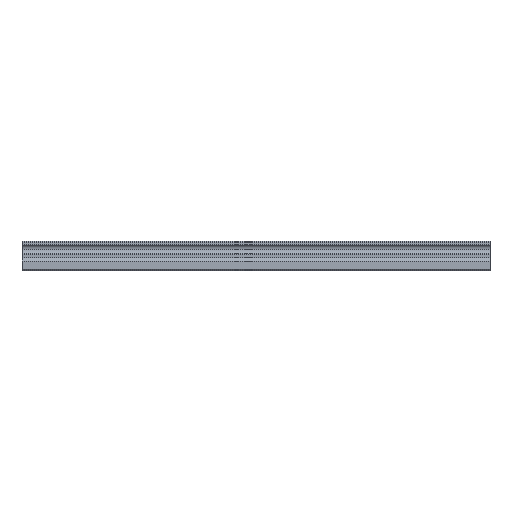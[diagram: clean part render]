
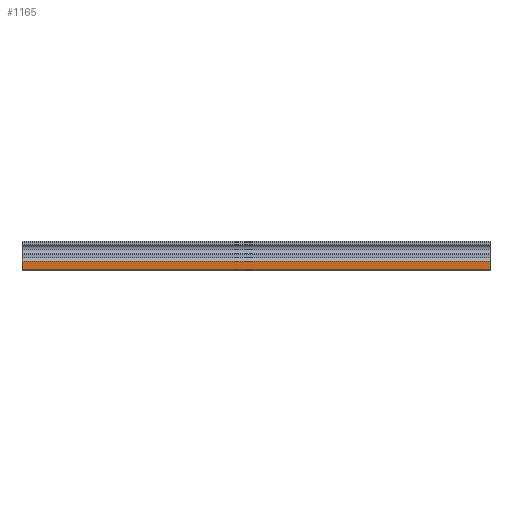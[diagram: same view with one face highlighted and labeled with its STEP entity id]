
A CAD part, top view. The second image highlights one B-rep face of the part: STEP entity #1165.
In plain terms, the highlighted planar face has unit normal (0, 0, 1).
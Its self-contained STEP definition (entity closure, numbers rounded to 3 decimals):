
#19 = VERTEX_POINT ( 'NONE', #367 ) ;
#23 = LINE ( 'NONE', #982, #1647 ) ;
#62 = ORIENTED_EDGE ( 'NONE', *, *, #1084, .T. ) ;
#67 = LINE ( 'NONE', #1184, #987 ) ;
#196 = ORIENTED_EDGE ( 'NONE', *, *, #904, .F. ) ;
#201 = VECTOR ( 'NONE', #1675, 1000. ) ;
#367 = CARTESIAN_POINT ( 'NONE',  ( -15., 3.1, 21. ) ) ;
#373 = CARTESIAN_POINT ( 'NONE',  ( 135., 3.1, 21. ) ) ;
#412 = CARTESIAN_POINT ( 'NONE',  ( 135., 3.1, 21. ) ) ;
#529 = DIRECTION ( 'NONE',  ( 0., -1., 0. ) ) ;
#533 = VERTEX_POINT ( 'NONE', #1295 ) ;
#650 = DIRECTION ( 'NONE',  ( 1., 0., 0. ) ) ;
#697 = CARTESIAN_POINT ( 'NONE',  ( 135., 0.5, 21. ) ) ;
#756 = ORIENTED_EDGE ( 'NONE', *, *, #1742, .T. ) ;
#904 = EDGE_CURVE ( 'NONE', #1389, #1918, #67, .T. ) ;
#982 = CARTESIAN_POINT ( 'NONE',  ( 135., 0.5, 21. ) ) ;
#987 = VECTOR ( 'NONE', #1812, 1000. ) ;
#1007 = LINE ( 'NONE', #1016, #1454 ) ;
#1016 = CARTESIAN_POINT ( 'NONE',  ( -15., 5.27, 21. ) ) ;
#1022 = PLANE ( 'NONE',  #1707 ) ;
#1084 = EDGE_CURVE ( 'NONE', #19, #533, #1007, .T. ) ;
#1165 = ADVANCED_FACE ( 'NONE', ( #1624 ), #1022, .F. ) ;
#1184 = CARTESIAN_POINT ( 'NONE',  ( 135., 5.27, 21. ) ) ;
#1195 = EDGE_CURVE ( 'NONE', #19, #1389, #1537, .T. ) ;
#1247 = ORIENTED_EDGE ( 'NONE', *, *, #1195, .F. ) ;
#1295 = CARTESIAN_POINT ( 'NONE',  ( -15., 0.5, 21. ) ) ;
#1389 = VERTEX_POINT ( 'NONE', #373 ) ;
#1454 = VECTOR ( 'NONE', #529, 1000. ) ;
#1537 = LINE ( 'NONE', #412, #201 ) ;
#1624 = FACE_OUTER_BOUND ( 'NONE', #1826, .T. ) ;
#1647 = VECTOR ( 'NONE', #650, 1000. ) ;
#1675 = DIRECTION ( 'NONE',  ( 1., 0., 0. ) ) ;
#1707 = AXIS2_PLACEMENT_3D ( 'NONE', #1937, #1798, #1775 ) ;
#1742 = EDGE_CURVE ( 'NONE', #533, #1918, #23, .T. ) ;
#1775 = DIRECTION ( 'NONE',  ( -1., 0., 0. ) ) ;
#1798 = DIRECTION ( 'NONE',  ( 0., 0., -1. ) ) ;
#1812 = DIRECTION ( 'NONE',  ( 0., -1., 0. ) ) ;
#1826 = EDGE_LOOP ( 'NONE', ( #756, #196, #1247, #62 ) ) ;
#1918 = VERTEX_POINT ( 'NONE', #697 ) ;
#1937 = CARTESIAN_POINT ( 'NONE',  ( 135., 3.1, 21. ) ) ;
